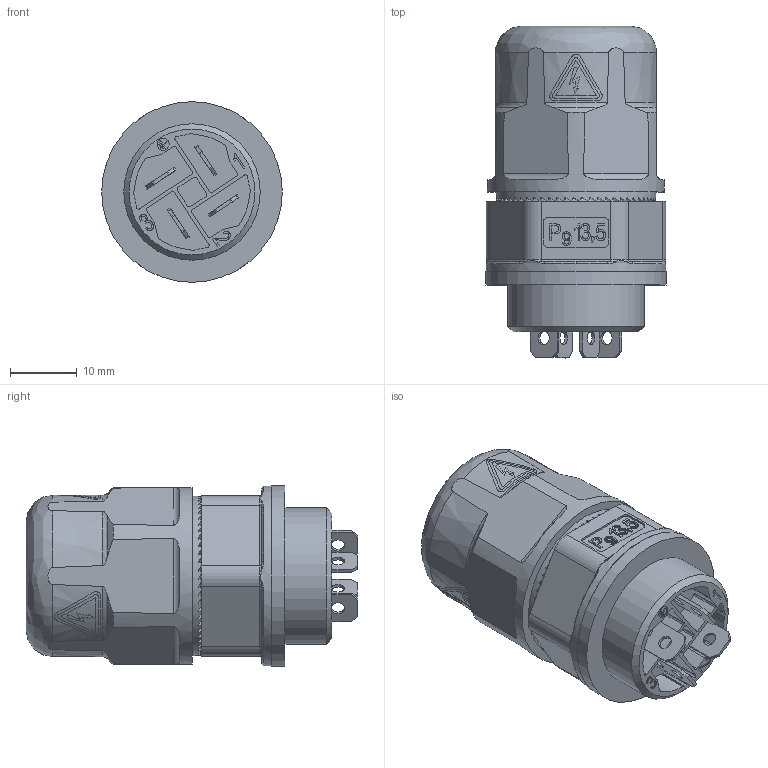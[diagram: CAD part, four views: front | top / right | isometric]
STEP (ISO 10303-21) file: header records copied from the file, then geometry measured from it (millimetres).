
FILE_DESCRIPTION(/* description */ (''),/* implementation_level */ '2;1');
FILE_NAME(/* name */ '100556449ugm000_a.stp',/* time_stamp */ '2013-11-21T11:24:30+01:00',/* author */ (''),/* organization */ (''),/* preprocessor_version */ 'ST-DEVELOPER v15',/* originating_system */ 'SIEMENS PLM Software NX 8.5',/* authorisation */ '');
FILE_SCHEMA (('AUTOMOTIVE_DESIGN { 1 0 10303 214 3 1 1 1 }'));
Length unit declared in the file: millimetre
Products named in the file (1): 100556449ugm000_a
Bounding box: 27 x 49.6 x 27 mm (x, y, z)
Volume: 19790.8 mm3; surface area: 6425.7 mm2
Topology: 1 solids, 1 shells, 744 faces, 2399 edges, 1580 vertices
Faces by surface type: plane 352, cylinder 295, bspline 54, cone 34, extrusion 9
Full cylindrical faces by diameter (mm): 1.8 x1, 2 x8, 9.2 x1, 20.4 x2, 21.4 x1, 23.8 x1, 26.9 x1, 27 x1
Entity records: 33797 total; most frequent: CARTESIAN_POINT 7903, ORIENTED_EDGE 4756, DIRECTION 3989, EDGE_CURVE 2378, VERTEX_POINT 1578, AXIS2_PLACEMENT_3D 1476, VECTOR 1037, LINE 1028
